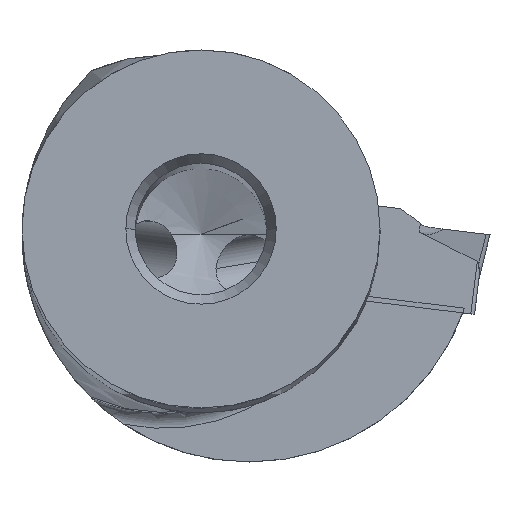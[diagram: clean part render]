
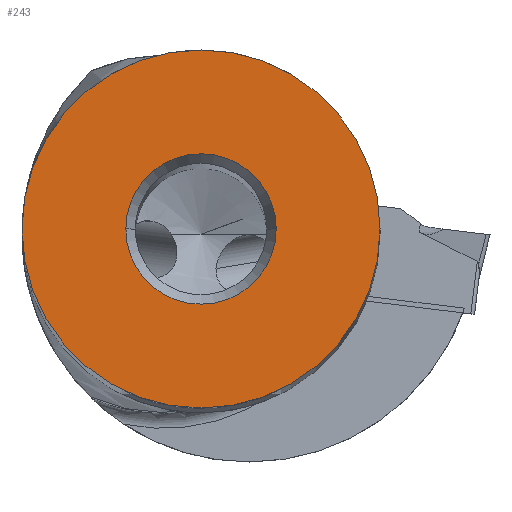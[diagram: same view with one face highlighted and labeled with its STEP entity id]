
A CAD part, top view. The second image highlights one B-rep face of the part: STEP entity #243.
In plain terms, the highlighted planar face has unit normal (0, 0, 1).
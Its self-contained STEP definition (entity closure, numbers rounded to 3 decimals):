
#55=FACE_BOUND('',#571,.T.);
#56=FACE_BOUND('',#572,.T.);
#243=ADVANCED_FACE('',(#55,#56),#341,.F.);
#341=PLANE('',#3087);
#571=EDGE_LOOP('',(#1112,#1113));
#572=EDGE_LOOP('',(#1114,#1115));
#1112=ORIENTED_EDGE('',*,*,#1997,.T.);
#1113=ORIENTED_EDGE('',*,*,#1992,.T.);
#1114=ORIENTED_EDGE('',*,*,#1998,.T.);
#1115=ORIENTED_EDGE('',*,*,#1999,.T.);
#1643=VERTEX_POINT('',#5440);
#1644=VERTEX_POINT('',#5442);
#1649=VERTEX_POINT('',#5455);
#1650=VERTEX_POINT('',#5456);
#1992=EDGE_CURVE('',#1643,#1644,#2364,.T.);
#1997=EDGE_CURVE('',#1644,#1643,#2365,.T.);
#1998=EDGE_CURVE('',#1649,#1650,#2366,.T.);
#1999=EDGE_CURVE('',#1650,#1649,#2367,.T.);
#2364=CIRCLE('',#3080,9.525);
#2365=CIRCLE('',#3084,9.525);
#2366=CIRCLE('',#3085,4.);
#2367=CIRCLE('',#3086,4.);
#3080=AXIS2_PLACEMENT_3D('',#5443,#3591,#3592);
#3084=AXIS2_PLACEMENT_3D('',#5453,#3601,#3602);
#3085=AXIS2_PLACEMENT_3D('',#5454,#3603,#3604);
#3086=AXIS2_PLACEMENT_3D('',#5457,#3605,#3606);
#3087=AXIS2_PLACEMENT_3D('',#5458,#3607,#3608);
#3591=DIRECTION('',(0.,0.,1.));
#3592=DIRECTION('',(-1.,0.,0.));
#3601=DIRECTION('',(0.,0.,1.));
#3602=DIRECTION('',(1.,0.,0.));
#3603=DIRECTION('',(0.,0.,-1.));
#3604=DIRECTION('',(1.,0.,0.));
#3605=DIRECTION('',(0.,0.,-1.));
#3606=DIRECTION('',(-1.,0.,0.));
#3607=DIRECTION('',(0.,0.,-1.));
#3608=DIRECTION('',(1.,0.,0.));
#5440=CARTESIAN_POINT('',(-9.525,0.,0.));
#5442=CARTESIAN_POINT('',(9.525,0.,0.));
#5443=CARTESIAN_POINT('',(0.,0.,0.));
#5453=CARTESIAN_POINT('',(0.,0.,0.));
#5454=CARTESIAN_POINT('',(0.,0.,0.));
#5455=CARTESIAN_POINT('',(4.,0.,0.));
#5456=CARTESIAN_POINT('',(-4.,0.,0.));
#5457=CARTESIAN_POINT('',(0.,0.,0.));
#5458=CARTESIAN_POINT('',(0.,0.,0.));
